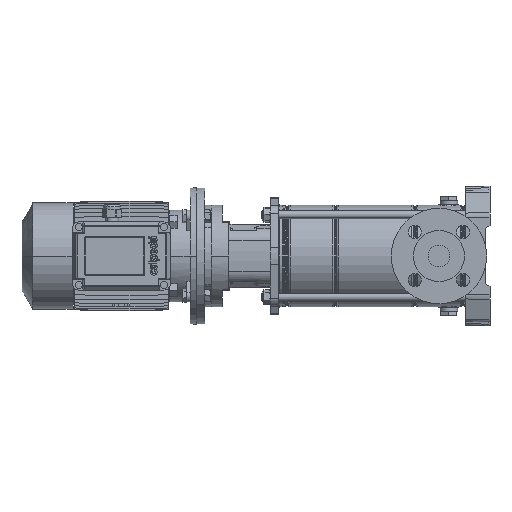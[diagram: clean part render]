
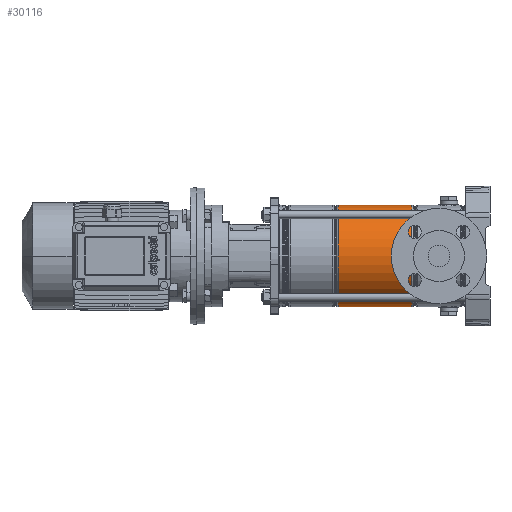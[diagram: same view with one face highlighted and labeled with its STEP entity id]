
A CAD part, left-side view. The second image highlights one B-rep face of the part: STEP entity #30116.
In plain terms, the highlighted cylindrical face has radius 74.9 mm (diameter 149.8 mm), a partial arc.
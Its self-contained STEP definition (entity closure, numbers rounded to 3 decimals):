
#5168 = FACE_OUTER_BOUND ( 'NONE', #35315, .T. ) ;
#7063 = DIRECTION ( 'NONE',  ( 0., 0., -1. ) ) ;
#8297 = AXIS2_PLACEMENT_3D ( 'NONE', #22014, #42154, #62262 ) ;
#9781 = AXIS2_PLACEMENT_3D ( 'NONE', #47264, #52172, #42318 ) ;
#13165 = EDGE_CURVE ( 'NONE', #29313, #35258, #33103, .T. ) ;
#13964 = CIRCLE ( 'NONE', #9781, 74.9 ) ;
#15367 = DIRECTION ( 'NONE',  ( 0., 0., -1. ) ) ;
#15697 = DIRECTION ( 'NONE',  ( -1., 0., 0. ) ) ;
#16401 = ORIENTED_EDGE ( 'NONE', *, *, #46987, .T. ) ;
#16719 = VERTEX_POINT ( 'NONE', #22922 ) ;
#22014 = CARTESIAN_POINT ( 'NONE',  ( 0., 0., 195.221 ) ) ;
#22245 = CARTESIAN_POINT ( 'NONE',  ( 74.9, 0., 0. ) ) ;
#22323 = VECTOR ( 'NONE', #7063, 1000. ) ;
#22922 = CARTESIAN_POINT ( 'NONE',  ( -74.9, 0., 195.221 ) ) ;
#26186 = CARTESIAN_POINT ( 'NONE',  ( -74.9, 0., 87.279 ) ) ;
#26281 = CARTESIAN_POINT ( 'NONE',  ( 74.9, 0., 195.221 ) ) ;
#27008 = VECTOR ( 'NONE', #50466, 1000. ) ;
#28161 = VERTEX_POINT ( 'NONE', #26186 ) ;
#29313 = VERTEX_POINT ( 'NONE', #26281 ) ;
#30116 = ADVANCED_FACE ( 'NONE', ( #5168 ), #35169, .T. ) ;
#30570 = CARTESIAN_POINT ( 'NONE',  ( 0., 0., 0. ) ) ;
#30986 = CARTESIAN_POINT ( 'NONE',  ( -74.9, 0., 0. ) ) ;
#32354 = ORIENTED_EDGE ( 'NONE', *, *, #13165, .T. ) ;
#33103 = LINE ( 'NONE', #22245, #22323 ) ;
#35169 = CYLINDRICAL_SURFACE ( 'NONE', #40899, 74.9 ) ;
#35258 = VERTEX_POINT ( 'NONE', #45988 ) ;
#35315 = EDGE_LOOP ( 'NONE', ( #51154, #32354, #16401, #61719 ) ) ;
#36229 = LINE ( 'NONE', #30986, #27008 ) ;
#36714 = CIRCLE ( 'NONE', #8297, 74.9 ) ;
#40899 = AXIS2_PLACEMENT_3D ( 'NONE', #30570, #15367, #15697 ) ;
#42154 = DIRECTION ( 'NONE',  ( 0., 0., -1. ) ) ;
#42318 = DIRECTION ( 'NONE',  ( 1., 0., 0. ) ) ;
#45988 = CARTESIAN_POINT ( 'NONE',  ( 74.9, 0., 87.279 ) ) ;
#46987 = EDGE_CURVE ( 'NONE', #35258, #28161, #13964, .T. ) ;
#47264 = CARTESIAN_POINT ( 'NONE',  ( 0., 0., 87.279 ) ) ;
#50466 = DIRECTION ( 'NONE',  ( 0., 0., -1. ) ) ;
#50485 = EDGE_CURVE ( 'NONE', #16719, #28161, #36229, .T. ) ;
#51154 = ORIENTED_EDGE ( 'NONE', *, *, #64554, .T. ) ;
#52172 = DIRECTION ( 'NONE',  ( 0., 0., 1. ) ) ;
#61719 = ORIENTED_EDGE ( 'NONE', *, *, #50485, .F. ) ;
#62262 = DIRECTION ( 'NONE',  ( 1., 0., 0. ) ) ;
#64554 = EDGE_CURVE ( 'NONE', #16719, #29313, #36714, .T. ) ;
